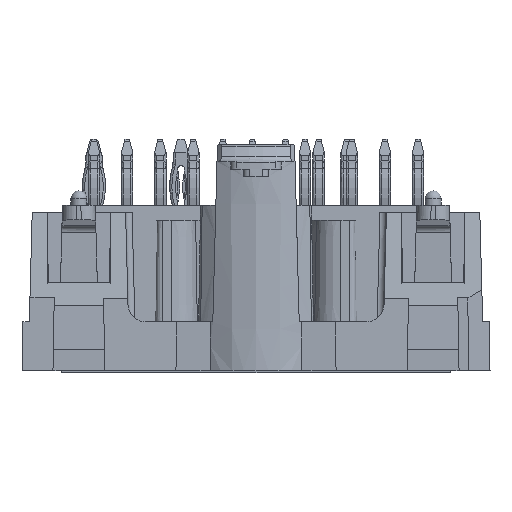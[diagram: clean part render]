
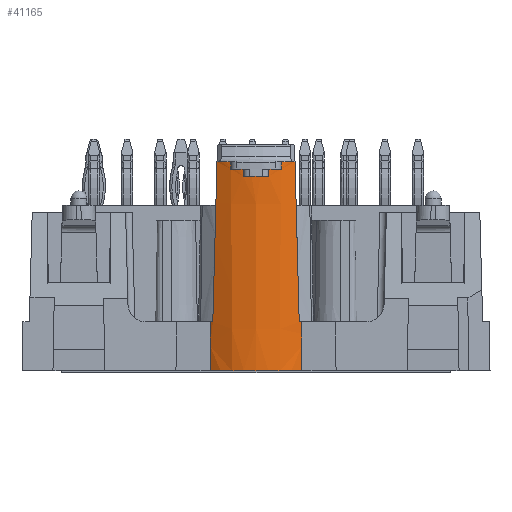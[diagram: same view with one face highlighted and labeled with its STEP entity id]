
A CAD part, left-side view. The second image highlights one B-rep face of the part: STEP entity #41165.
In plain terms, the highlighted conical face has half-angle 0.516 degrees and reference radius 5.5 mm.
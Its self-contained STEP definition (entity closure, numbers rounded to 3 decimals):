
#1285=CONICAL_SURFACE('',#43208,5.5,0.009);
#1300=CIRCLE('',#42719,5.469);
#1408=CIRCLE('',#43100,5.5);
#1411=CIRCLE('',#43105,5.5);
#1428=CIRCLE('',#43128,5.6);
#1431=CIRCLE('',#43210,5.595);
#1432=CIRCLE('',#43211,5.591);
#1433=CIRCLE('',#43212,5.595);
#1434=CIRCLE('',#43213,5.6);
#2824=ELLIPSE('',#43145,248.172,3.71);
#2840=ELLIPSE('',#43209,283.039,6.957);
#2841=ELLIPSE('',#43214,283.039,6.957);
#2842=ELLIPSE('',#43215,248.172,3.71);
#4700=ORIENTED_EDGE('',*,*,#12171,.T.);
#4701=ORIENTED_EDGE('',*,*,#12882,.F.);
#4702=ORIENTED_EDGE('',*,*,#12822,.T.);
#4703=ORIENTED_EDGE('',*,*,#12990,.T.);
#4704=ORIENTED_EDGE('',*,*,#12859,.T.);
#4705=ORIENTED_EDGE('',*,*,#12991,.T.);
#4706=ORIENTED_EDGE('',*,*,#12992,.T.);
#4707=ORIENTED_EDGE('',*,*,#12993,.T.);
#4708=ORIENTED_EDGE('',*,*,#12994,.T.);
#4709=ORIENTED_EDGE('',*,*,#12995,.T.);
#4710=ORIENTED_EDGE('',*,*,#12996,.T.);
#4711=ORIENTED_EDGE('',*,*,#12997,.T.);
#4712=ORIENTED_EDGE('',*,*,#12998,.T.);
#4713=ORIENTED_EDGE('',*,*,#12999,.T.);
#4714=ORIENTED_EDGE('',*,*,#12827,.T.);
#4715=ORIENTED_EDGE('',*,*,#13000,.F.);
#12171=EDGE_CURVE('',#16646,#16645,#1300,.T.);
#12822=EDGE_CURVE('',#17108,#17109,#1408,.T.);
#12827=EDGE_CURVE('',#17111,#17114,#1411,.T.);
#12859=EDGE_CURVE('',#17145,#17144,#1428,.T.);
#12882=EDGE_CURVE('',#17108,#16645,#2824,.T.);
#12990=EDGE_CURVE('',#17109,#17145,#2840,.T.);
#12991=EDGE_CURVE('',#17144,#17216,#20027,.T.);
#12992=EDGE_CURVE('',#17216,#17217,#1431,.T.);
#12993=EDGE_CURVE('',#17217,#17218,#20028,.T.);
#12994=EDGE_CURVE('',#17218,#17219,#1432,.T.);
#12995=EDGE_CURVE('',#17219,#17220,#20029,.T.);
#12996=EDGE_CURVE('',#17220,#17221,#1433,.T.);
#12997=EDGE_CURVE('',#17221,#17222,#20030,.T.);
#12998=EDGE_CURVE('',#17222,#17223,#1434,.T.);
#12999=EDGE_CURVE('',#17223,#17111,#2841,.T.);
#13000=EDGE_CURVE('',#16646,#17114,#2842,.T.);
#16645=VERTEX_POINT('',#53730);
#16646=VERTEX_POINT('',#53732);
#17108=VERTEX_POINT('',#55257);
#17109=VERTEX_POINT('',#55260);
#17111=VERTEX_POINT('',#55265);
#17114=VERTEX_POINT('',#55271);
#17144=VERTEX_POINT('',#55336);
#17145=VERTEX_POINT('',#55338);
#17216=VERTEX_POINT('',#55630);
#17217=VERTEX_POINT('',#55632);
#17218=VERTEX_POINT('',#55634);
#17219=VERTEX_POINT('',#55636);
#17220=VERTEX_POINT('',#55638);
#17221=VERTEX_POINT('',#55640);
#17222=VERTEX_POINT('',#55642);
#17223=VERTEX_POINT('',#55644);
#20027=LINE('',#55629,#22377);
#20028=LINE('',#55633,#22378);
#20029=LINE('',#55637,#22379);
#20030=LINE('',#55641,#22380);
#22377=VECTOR('',#47186,1000.);
#22378=VECTOR('',#47189,1000.);
#22379=VECTOR('',#47192,1000.);
#22380=VECTOR('',#47195,1000.);
#24398=EDGE_LOOP('',(#4700,#4701,#4702,#4703,#4704,#4705,#4706,#4707,#4708,
#4709,#4710,#4711,#4712,#4713,#4714,#4715));
#26276=FACE_BOUND('',#24398,.T.);
#41165=ADVANCED_FACE('',(#26276),#1285,.T.);
#42719=AXIS2_PLACEMENT_3D('',#53731,#45654,#45655);
#43100=AXIS2_PLACEMENT_3D('',#55261,#46852,#46853);
#43105=AXIS2_PLACEMENT_3D('',#55272,#46863,#46864);
#43128=AXIS2_PLACEMENT_3D('',#55337,#46921,#46922);
#43145=AXIS2_PLACEMENT_3D('',#55384,#46966,#46967);
#43208=AXIS2_PLACEMENT_3D('',#55627,#47182,#47183);
#43209=AXIS2_PLACEMENT_3D('',#55628,#47184,#47185);
#43210=AXIS2_PLACEMENT_3D('',#55631,#47187,#47188);
#43211=AXIS2_PLACEMENT_3D('',#55635,#47190,#47191);
#43212=AXIS2_PLACEMENT_3D('',#55639,#47193,#47194);
#43213=AXIS2_PLACEMENT_3D('',#55643,#47196,#47197);
#43214=AXIS2_PLACEMENT_3D('',#55645,#47198,#47199);
#43215=AXIS2_PLACEMENT_3D('',#55646,#47200,#47201);
#45654=DIRECTION('',(0.,0.,1.));
#45655=DIRECTION('',(1.,0.,0.));
#46852=DIRECTION('',(0.,0.,-1.));
#46853=DIRECTION('',(-1.,0.,0.));
#46863=DIRECTION('',(0.,0.,-1.));
#46864=DIRECTION('',(-1.,0.,0.));
#46921=DIRECTION('',(0.,0.,-1.));
#46922=DIRECTION('',(-1.,0.,0.));
#46966=DIRECTION('',(1.,0.,0.017));
#46967=DIRECTION('',(-0.017,0.,1.));
#47182=DIRECTION('',(0.,0.,1.));
#47183=DIRECTION('',(-1.,0.,0.));
#47184=DIRECTION('',(0.,1.,-0.026));
#47185=DIRECTION('',(0.,0.026,1.));
#47186=DIRECTION('',(0.009,0.,-1.));
#47187=DIRECTION('',(0.,0.,-1.));
#47188=DIRECTION('',(-1.,0.,0.));
#47189=DIRECTION('',(0.009,0.,-1.));
#47190=DIRECTION('',(0.,0.,-1.));
#47191=DIRECTION('',(-1.,0.,0.));
#47192=DIRECTION('',(-0.009,0.,1.));
#47193=DIRECTION('',(0.,0.,-1.));
#47194=DIRECTION('',(-1.,0.,0.));
#47195=DIRECTION('',(-0.009,0.,1.));
#47196=DIRECTION('',(0.,0.,-1.));
#47197=DIRECTION('',(-1.,0.,0.));
#47198=DIRECTION('',(0.,-1.,-0.026));
#47199=DIRECTION('',(0.,-0.026,1.));
#47200=DIRECTION('',(1.,0.,0.017));
#47201=DIRECTION('',(-0.017,0.,1.));
#53730=CARTESIAN_POINT('',(-31.941,-3.193,-0.15));
#53731=CARTESIAN_POINT('',(-27.5,0.,-0.15));
#53732=CARTESIAN_POINT('',(-31.941,3.193,-0.15));
#55257=CARTESIAN_POINT('',(-32.,-3.162,3.25));
#55260=CARTESIAN_POINT('',(-32.11,-3.,3.25));
#55261=CARTESIAN_POINT('',(-27.5,0.,3.25));
#55265=CARTESIAN_POINT('',(-32.11,3.,3.25));
#55271=CARTESIAN_POINT('',(-32.,3.162,3.25));
#55272=CARTESIAN_POINT('',(-27.5,0.,3.25));
#55336=CARTESIAN_POINT('',(-32.82,-1.75,14.35));
#55337=CARTESIAN_POINT('',(-27.5,0.,14.35));
#55338=CARTESIAN_POINT('',(-32.401,-2.709,14.35));
#55384=CARTESIAN_POINT('',(-29.735,0.,-126.486));
#55627=CARTESIAN_POINT('',(-27.5,0.,3.25));
#55628=CARTESIAN_POINT('',(-27.5,2.549,215.159));
#55629=CARTESIAN_POINT('',(-32.817,-1.75,14.1));
#55630=CARTESIAN_POINT('',(-32.815,-1.75,13.85));
#55631=CARTESIAN_POINT('',(-27.5,0.,13.85));
#55632=CARTESIAN_POINT('',(-33.023,-0.9,13.85));
#55633=CARTESIAN_POINT('',(-33.02,-0.9,13.6));
#55634=CARTESIAN_POINT('',(-33.018,-0.9,13.35));
#55635=CARTESIAN_POINT('',(-27.5,0.,13.35));
#55636=CARTESIAN_POINT('',(-33.018,0.9,13.35));
#55637=CARTESIAN_POINT('',(-33.02,0.9,13.6));
#55638=CARTESIAN_POINT('',(-33.023,0.9,13.85));
#55639=CARTESIAN_POINT('',(-27.5,0.,13.85));
#55640=CARTESIAN_POINT('',(-32.815,1.75,13.85));
#55641=CARTESIAN_POINT('',(-32.817,1.75,14.1));
#55642=CARTESIAN_POINT('',(-32.82,1.75,14.35));
#55643=CARTESIAN_POINT('',(-27.5,0.,14.35));
#55644=CARTESIAN_POINT('',(-32.401,2.709,14.35));
#55645=CARTESIAN_POINT('',(-27.5,-2.549,215.159));
#55646=CARTESIAN_POINT('',(-29.735,0.,-126.486));
